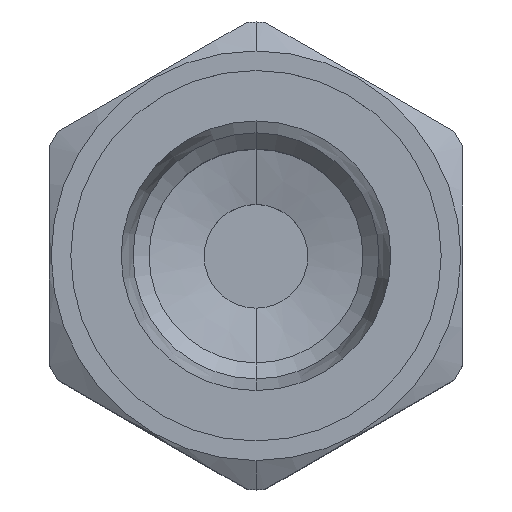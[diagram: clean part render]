
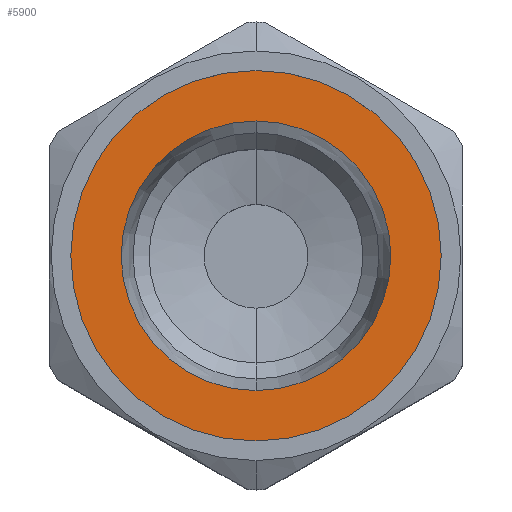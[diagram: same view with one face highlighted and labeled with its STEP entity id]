
A CAD part, top view. The second image highlights one B-rep face of the part: STEP entity #5900.
In plain terms, the highlighted planar face has unit normal (0, 0, 1).
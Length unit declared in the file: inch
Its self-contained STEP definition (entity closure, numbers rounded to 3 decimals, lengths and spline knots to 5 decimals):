
#1690=CARTESIAN_POINT('',(0.,0.,1.968));
#1691=DIRECTION('',(0.,0.,1.));
#1692=DIRECTION('',(0.,-1.,0.));
#1693=AXIS2_PLACEMENT_3D('',#1690,#1691,#1692);
#1699=CARTESIAN_POINT('',(0.,0.,1.968));
#1700=DIRECTION('',(0.,0.,-1.));
#1701=DIRECTION('',(0.,-1.,0.));
#1702=AXIS2_PLACEMENT_3D('',#1699,#1700,#1701);
#1708=CARTESIAN_POINT('',(0.,0.,1.968));
#1709=DIRECTION('',(0.,0.,-1.));
#1710=DIRECTION('',(0.,-1.,0.));
#1711=AXIS2_PLACEMENT_3D('',#1708,#1709,#1710);
#1713=CARTESIAN_POINT('',(0.,0.,1.968));
#1714=DIRECTION('',(0.,0.,1.));
#1715=DIRECTION('',(0.,-1.,0.));
#1716=AXIS2_PLACEMENT_3D('',#1713,#1714,#1715);
#2848=CARTESIAN_POINT('',(0.,-0.2445,1.968));
#2849=VERTEX_POINT('',#2848);
#2856=CARTESIAN_POINT('',(0.,0.2445,1.968));
#2857=VERTEX_POINT('',#2856);
#2858=CARTESIAN_POINT('',(0.,-0.336,1.968));
#2859=CARTESIAN_POINT('',(0.,0.336,1.968));
#2860=VERTEX_POINT('',#2858);
#2861=VERTEX_POINT('',#2859);
#5885=CARTESIAN_POINT('',(0.,0.,1.968));
#5886=DIRECTION('',(0.,0.,1.));
#5887=DIRECTION('',(0.,-1.,0.));
#5888=AXIS2_PLACEMENT_3D('',#5885,#5886,#5887);
#5889=PLANE('',#5888);
#5890=ORIENTED_EDGE('',*,*,#5851,.F.);
#5891=ORIENTED_EDGE('',*,*,#5872,.T.);
#5892=EDGE_LOOP('',(#5890,#5891));
#5893=FACE_OUTER_BOUND('',#5892,.F.);
#5895=ORIENTED_EDGE('',*,*,#5894,.F.);
#5897=ORIENTED_EDGE('',*,*,#5896,.T.);
#5898=EDGE_LOOP('',(#5895,#5897));
#5899=FACE_BOUND('',#5898,.F.);
#1694=CIRCLE('',#1693,0.336);
#1703=CIRCLE('',#1702,0.336);
#1712=CIRCLE('',#1711,0.2445);
#1717=CIRCLE('',#1716,0.2445);
#5851=EDGE_CURVE('',#2860,#2861,#1694,.T.);
#5872=EDGE_CURVE('',#2860,#2861,#1703,.T.);
#5894=EDGE_CURVE('',#2849,#2857,#1712,.T.);
#5896=EDGE_CURVE('',#2849,#2857,#1717,.T.);
#5900=ADVANCED_FACE('',(#5893,#5899),#5889,.T.);
